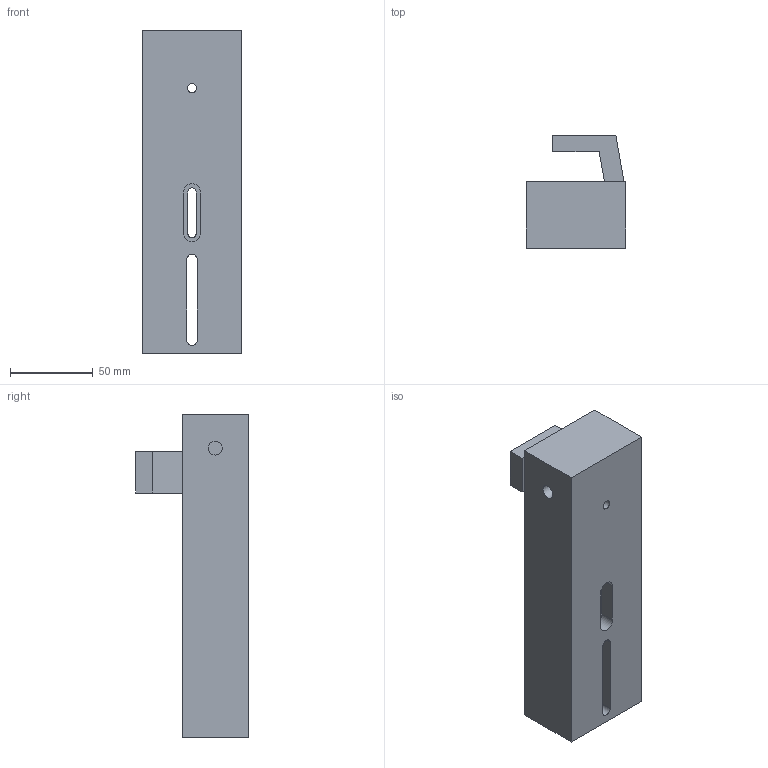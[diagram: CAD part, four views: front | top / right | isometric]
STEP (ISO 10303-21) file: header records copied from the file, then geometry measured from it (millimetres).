
FILE_DESCRIPTION(/* description */ (''),/* implementation_level */ '2;1');
FILE_NAME(/* name */ 'Seitenhalterung für vorne links v17.step',/* time_stamp */ '2020-04-11T11:22:22+02:00',/* author */ (''),/* organization */ (''),/* preprocessor_version */ 'ST-DEVELOPER v18',/* originating_system */ 'Autodesk Translation Framework v8.12.0.6',/* authorisation */ '');
FILE_SCHEMA (('AUTOMOTIVE_DESIGN { 1 0 10303 214 3 1 1 }'));
Length unit declared in the file: millimetre
Products named in the file (1): Seitenhalterung für vorne links
Bounding box: 60 x 68 x 195 mm (x, y, z)
Volume: 457293.7 mm3; surface area: 56654.3 mm2
Topology: 1 solids, 1 shells, 44 faces, 106 edges, 71 vertices
Faces by surface type: plane 29, cylinder 15
Full cylindrical faces by diameter (mm): 5.5 x2, 8.3 x1, 13.3 x2
Entity records: 1338 total; most frequent: DIRECTION 227, CARTESIAN_POINT 222, ORIENTED_EDGE 212, EDGE_CURVE 106, AXIS2_PLACEMENT_3D 76, LINE 75, VECTOR 75, VERTEX_POINT 71
